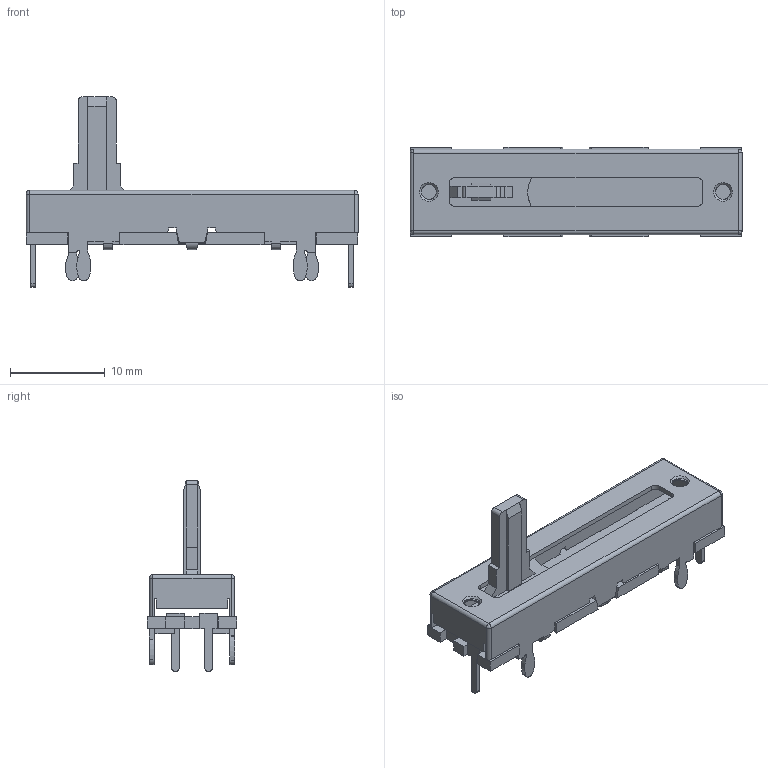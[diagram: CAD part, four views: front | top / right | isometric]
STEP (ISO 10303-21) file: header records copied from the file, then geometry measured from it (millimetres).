
FILE_DESCRIPTION(/* description */ ('Unknown'),/* implementation_level */ '2;1');
FILE_NAME(/* name */ 'PTA2043-2015CPB502',/* time_stamp */ '2024-04-17T14:11:55+02:00',/* author */ ('Unknown'),/* organization */ ('Unknown'),/* preprocessor_version */ 'ST-DEVELOPER v18.102',/* originating_system */ 'Solid Edge',/* authorisation */ 'Unknown');
FILE_SCHEMA (('AUTOMOTIVE_DESIGN {1 0 10303 214 3 1 1}'));
Products named in the file (1): PTA2043-2015CPB502
Bounding box: 35 x 9.4 x 20.07 mm (x, y, z)
Volume: 771.2 mm3; surface area: 2315.3 mm2
Topology: 2 solids, 2 shells, 309 faces, 868 edges, 560 vertices
Faces by surface type: plane 234, cylinder 65, bspline 8, cone 2
Entity records: 36749 total; most frequent: CARTESIAN_POINT 28080, ORIENTED_EDGE 1720, DIRECTION 1592, EDGE_CURVE 860, LINE 700, VECTOR 700, VERTEX_POINT 558, AXIS2_PLACEMENT_3D 446
